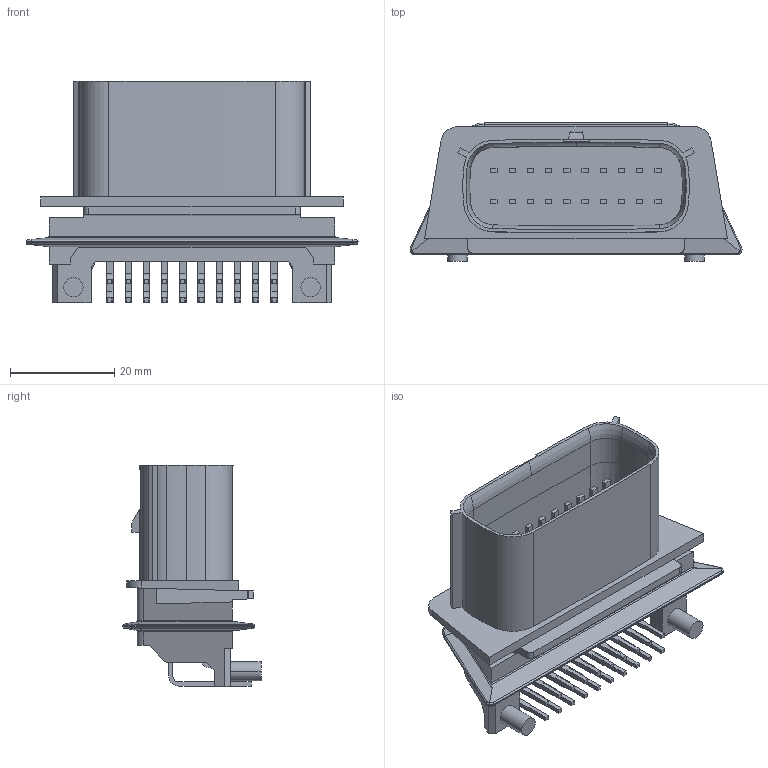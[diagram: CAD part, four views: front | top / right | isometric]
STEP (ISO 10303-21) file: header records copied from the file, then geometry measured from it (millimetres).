
FILE_DESCRIPTION(('STEP AP242'),'1');
FILE_NAME('0348302001.stp','2024-11-27T18:32:55',('TraceParts'),('TraceParts S.A.'),'Spatial InterOp 3D',' ',' ');
FILE_SCHEMA(('AP242_MANAGED_MODEL_BASED_3D_ENGINEERING_MIM_LF {1 0 10303 442 1 1 4}'));
Length unit declared in the file: millimetre
Products named in the file (1): 0348302001_1
Bounding box: 63.69 x 26.49 x 42.56 mm (x, y, z)
Volume: 12515.5 mm3; surface area: 14172.9 mm2
Topology: 1 solids, 1 shells, 579 faces, 1587 edges, 1099 vertices
Faces by surface type: plane 402, cylinder 138, torus 17, cone 14, bspline 8
Entity records: 19220 total; most frequent: CARTESIAN_POINT 4335, ORIENTED_EDGE 3086, DIRECTION 3001, EDGE_CURVE 1543, LINE 1193, VECTOR 1193, VERTEX_POINT 1011, AXIS2_PLACEMENT_3D 904
